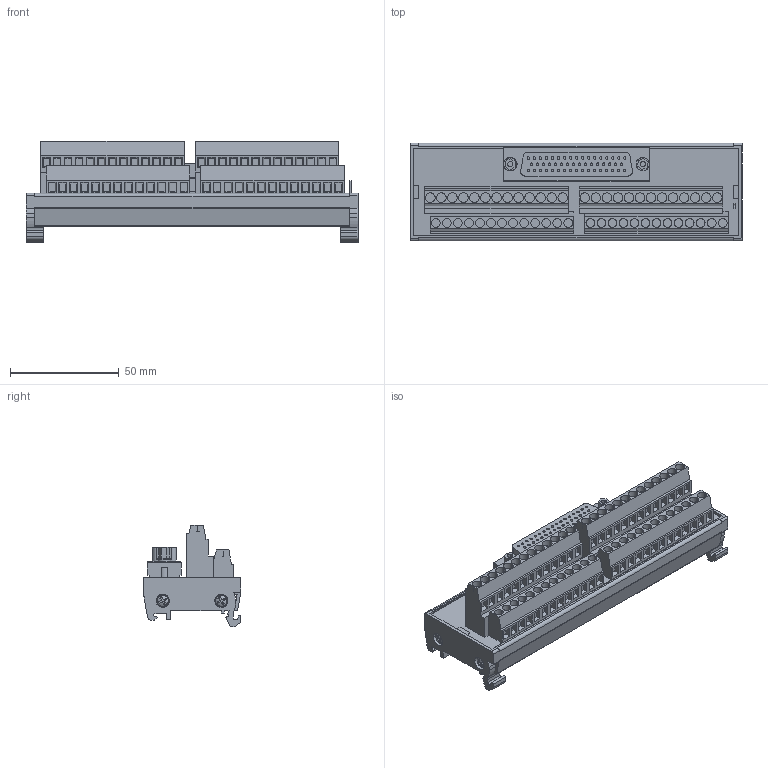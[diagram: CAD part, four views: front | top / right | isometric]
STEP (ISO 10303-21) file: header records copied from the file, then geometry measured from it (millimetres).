
FILE_DESCRIPTION(('CATIA V5R22 STEP214','CAx-IF Rec.Pracs.--- Model Styling and Organization---1.4--- 2014-01-23'),'2;1');
FILE_NAME ('031924-4_0', '2023-09-26T12:55:53+00:00', ('Weidmueller Interface'), ('Weidmueller'), 'CATIA Version 5-6 Release 2016 SP3 HF44', 'CATIA V5 STEP AP214', 'none');
FILE_SCHEMA(('AUTOMOTIVE_DESIGN { 1 0 10303 214 1 1 1 1 }'));
Length unit declared in the file: millimetre
Products named in the file (1): 3D_8155640000
Bounding box: 152.8 x 45 x 46.8 mm (x, y, z)
Volume: 97116 mm3; surface area: 71583.7 mm2
Topology: 1 solids, 5 shells, 1277 faces, 3649 edges, 2541 vertices
Faces by surface type: plane 866, cylinder 395, torus 8, sphere 8
Entity records: 46538 total; most frequent: CARTESIAN_POINT 12554, ORIENTED_EDGE 7298, DIRECTION 5632, EDGE_CURVE 3649, VERTEX_POINT 2541, VECTOR 2336, LINE 2336, AXIS2_PLACEMENT_3D 2020
